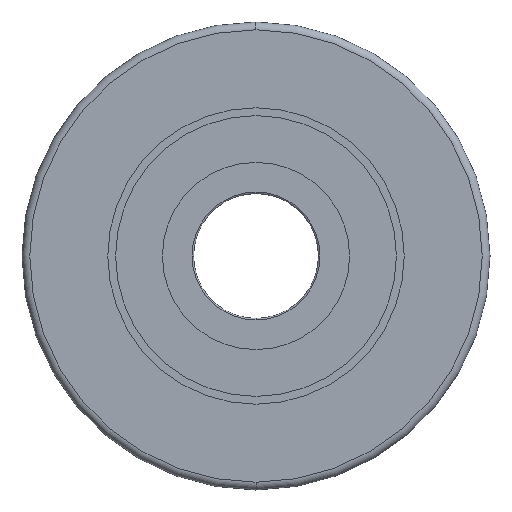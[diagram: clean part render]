
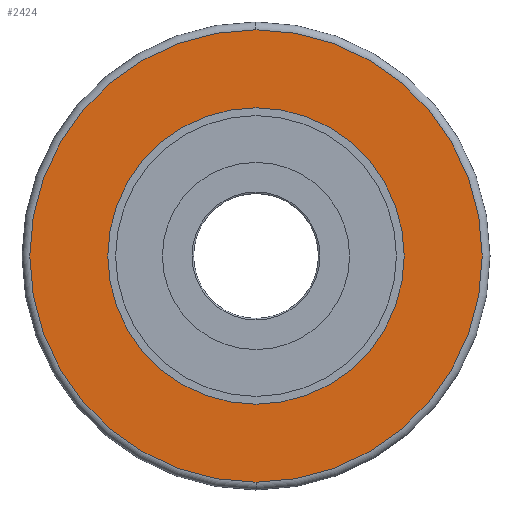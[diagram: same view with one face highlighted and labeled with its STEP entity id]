
A CAD part, left-side view. The second image highlights one B-rep face of the part: STEP entity #2424.
In plain terms, the highlighted planar face has unit normal (-1, 0, 0).
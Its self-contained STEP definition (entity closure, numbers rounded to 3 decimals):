
#72 = EDGE_CURVE ( 'NONE', #143, #591, #2159, .T. ) ;
#77 = AXIS2_PLACEMENT_3D ( 'NONE', #466, #1910, #673 ) ;
#118 = DIRECTION ( 'NONE',  ( 0., 0., 1. ) ) ;
#119 = EDGE_LOOP ( 'NONE', ( #1263, #1381 ) ) ;
#143 = VERTEX_POINT ( 'NONE', #1415 ) ;
#212 = VERTEX_POINT ( 'NONE', #2580 ) ;
#287 = CIRCLE ( 'NONE', #1705, 14.5 ) ;
#382 = DIRECTION ( 'NONE',  ( 1., 0., 0. ) ) ;
#426 = EDGE_CURVE ( 'NONE', #519, #212, #287, .T. ) ;
#466 = CARTESIAN_POINT ( 'NONE',  ( -5.5, 0., 0. ) ) ;
#519 = VERTEX_POINT ( 'NONE', #1737 ) ;
#583 = DIRECTION ( 'NONE',  ( -1., 0., 0. ) ) ;
#591 = VERTEX_POINT ( 'NONE', #2585 ) ;
#596 = EDGE_LOOP ( 'NONE', ( #1223, #1919 ) ) ;
#670 = FACE_OUTER_BOUND ( 'NONE', #596, .T. ) ;
#673 = DIRECTION ( 'NONE',  ( 0., 0., -1. ) ) ;
#711 = DIRECTION ( 'NONE',  ( -1., 0., 0. ) ) ;
#909 = EDGE_CURVE ( 'NONE', #212, #519, #1164, .T. ) ;
#1164 = CIRCLE ( 'NONE', #77, 14.5 ) ;
#1223 = ORIENTED_EDGE ( 'NONE', *, *, #909, .T. ) ;
#1263 = ORIENTED_EDGE ( 'NONE', *, *, #72, .F. ) ;
#1270 = FACE_BOUND ( 'NONE', #119, .T. ) ;
#1307 = AXIS2_PLACEMENT_3D ( 'NONE', #2615, #1366, #118 ) ;
#1366 = DIRECTION ( 'NONE',  ( -1., 0., 0. ) ) ;
#1381 = ORIENTED_EDGE ( 'NONE', *, *, #1512, .F. ) ;
#1415 = CARTESIAN_POINT ( 'NONE',  ( -5.5, 0., 9.5 ) ) ;
#1512 = EDGE_CURVE ( 'NONE', #591, #143, #2456, .T. ) ;
#1617 = CARTESIAN_POINT ( 'NONE',  ( -5.5, 9.5, 0. ) ) ;
#1705 = AXIS2_PLACEMENT_3D ( 'NONE', #1956, #711, #2158 ) ;
#1737 = CARTESIAN_POINT ( 'NONE',  ( -5.5, 0., 14.5 ) ) ;
#1814 = DIRECTION ( 'NONE',  ( 0., 0., 1. ) ) ;
#1834 = DIRECTION ( 'NONE',  ( 0., 0., -1. ) ) ;
#1910 = DIRECTION ( 'NONE',  ( -1., 0., 0. ) ) ;
#1919 = ORIENTED_EDGE ( 'NONE', *, *, #426, .T. ) ;
#1956 = CARTESIAN_POINT ( 'NONE',  ( -5.5, 0., 0. ) ) ;
#1990 = PLANE ( 'NONE',  #2437 ) ;
#2029 = CARTESIAN_POINT ( 'NONE',  ( -5.5, 0., 0. ) ) ;
#2158 = DIRECTION ( 'NONE',  ( 0., 0., -1. ) ) ;
#2159 = CIRCLE ( 'NONE', #2319, 9.5 ) ;
#2319 = AXIS2_PLACEMENT_3D ( 'NONE', #2029, #583, #1814 ) ;
#2424 = ADVANCED_FACE ( 'NONE', ( #670, #1270 ), #1990, .F. ) ;
#2437 = AXIS2_PLACEMENT_3D ( 'NONE', #1617, #382, #1834 ) ;
#2456 = CIRCLE ( 'NONE', #1307, 9.5 ) ;
#2580 = CARTESIAN_POINT ( 'NONE',  ( -5.5, 0., -14.5 ) ) ;
#2585 = CARTESIAN_POINT ( 'NONE',  ( -5.5, 0., -9.5 ) ) ;
#2615 = CARTESIAN_POINT ( 'NONE',  ( -5.5, 0., 0. ) ) ;
